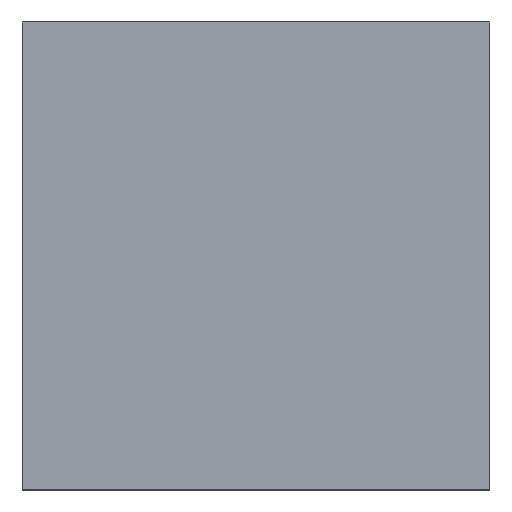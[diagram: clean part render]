
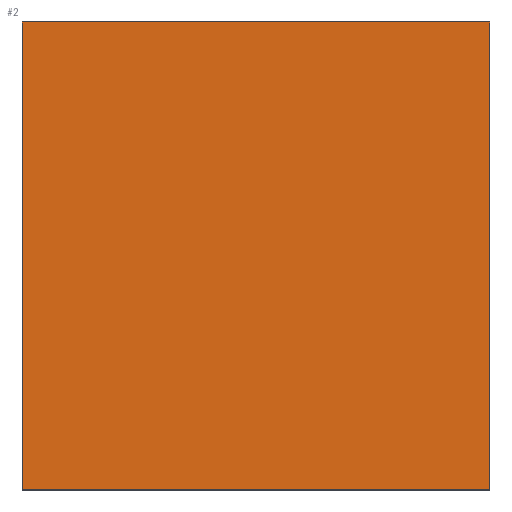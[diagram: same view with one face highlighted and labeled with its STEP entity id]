
A CAD part, top view. The second image highlights one B-rep face of the part: STEP entity #2.
In plain terms, the highlighted planar face has unit normal (0, 0, 1).
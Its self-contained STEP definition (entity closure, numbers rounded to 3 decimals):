
#2 = ADVANCED_FACE ( 'CUBE_Face3', ( #54 ), #38, .F. ) ;
#3 = EDGE_LOOP ( 'NONE', ( #4, #5, #6, #24 ) ) ;
#4 = ORIENTED_EDGE ( 'NONE', *, *, #28, .T. ) ;
#5 = ORIENTED_EDGE ( 'NONE', *, *, #216, .T. ) ;
#6 = ORIENTED_EDGE ( 'NONE', *, *, #12, .T. ) ;
#10 = VERTEX_POINT ( 'NONE', #67 ) ;
#12 = EDGE_CURVE ( 'NONE', #214, #10, #66, .T. ) ;
#21 = VERTEX_POINT ( 'NONE', #88 ) ;
#24 = ORIENTED_EDGE ( 'NONE', *, *, #230, .T. ) ;
#28 = EDGE_CURVE ( 'NONE', #55, #21, #153, .T. ) ;
#33 = DIRECTION ( 'NONE',  ( -1., 0., 0. ) ) ;
#34 = DIRECTION ( 'NONE',  ( 0., 0., -1. ) ) ;
#35 = CARTESIAN_POINT ( 'NONE',  ( 0., 38.846, 20. ) ) ;
#36 = AXIS2_PLACEMENT_3D ( 'NONE', #35, #34, #33 ) ;
#38 = PLANE ( 'NONE',  #36 ) ;
#54 = FACE_OUTER_BOUND ( 'NONE', #3, .T. ) ;
#55 = VERTEX_POINT ( 'NONE', #129 ) ;
#65 = CARTESIAN_POINT ( 'NONE',  ( 20., 18.846, 20. ) ) ;
#66 = LINE ( 'NONE', #65, #76 ) ;
#67 = CARTESIAN_POINT ( 'NONE',  ( 20., 38.846, 20. ) ) ;
#75 = DIRECTION ( 'NONE',  ( 0., 1., 0. ) ) ;
#76 = VECTOR ( 'NONE', #75, 1000. ) ;
#88 = CARTESIAN_POINT ( 'NONE',  ( 0., 18.846, 20. ) ) ;
#129 = CARTESIAN_POINT ( 'NONE',  ( 0., 38.846, 20. ) ) ;
#150 = DIRECTION ( 'NONE',  ( 0., -1., 0. ) ) ;
#151 = VECTOR ( 'NONE', #150, 1000. ) ;
#152 = CARTESIAN_POINT ( 'NONE',  ( 0., 18.846, 20. ) ) ;
#153 = LINE ( 'NONE', #152, #151 ) ;
#194 = DIRECTION ( 'NONE',  ( 1., 0., 0. ) ) ;
#195 = VECTOR ( 'NONE', #194, 1000. ) ;
#196 = CARTESIAN_POINT ( 'NONE',  ( 0., 18.846, 20. ) ) ;
#197 = LINE ( 'NONE', #196, #195 ) ;
#199 = CARTESIAN_POINT ( 'NONE',  ( 20., 18.846, 20. ) ) ;
#214 = VERTEX_POINT ( 'NONE', #199 ) ;
#216 = EDGE_CURVE ( 'NONE', #21, #214, #197, .T. ) ;
#230 = EDGE_CURVE ( 'NONE', #10, #55, #273, .T. ) ;
#270 = DIRECTION ( 'NONE',  ( -1., 0., 0. ) ) ;
#271 = VECTOR ( 'NONE', #270, 1000. ) ;
#272 = CARTESIAN_POINT ( 'NONE',  ( 0., 38.846, 20. ) ) ;
#273 = LINE ( 'NONE', #272, #271 ) ;
